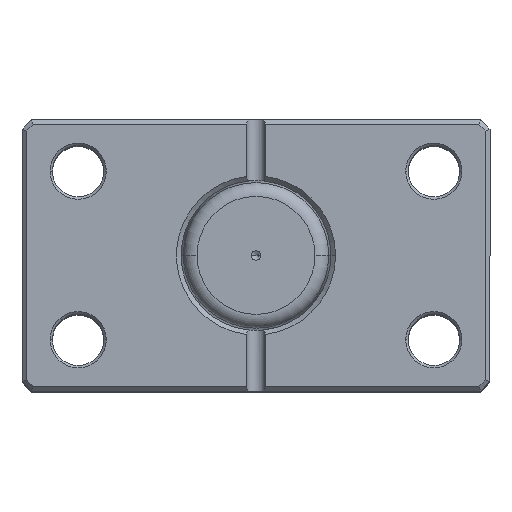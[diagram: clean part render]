
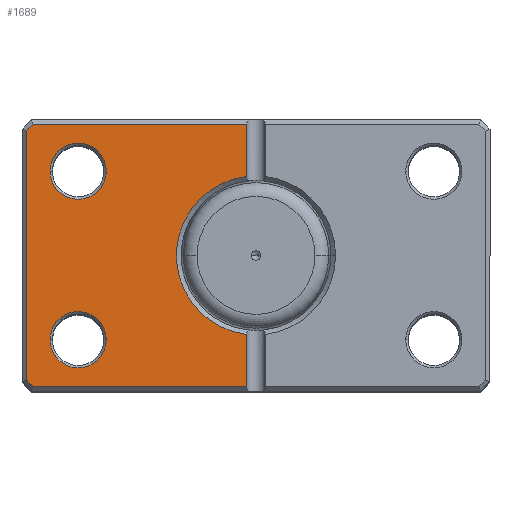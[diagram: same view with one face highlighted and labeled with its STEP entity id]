
A CAD part, top view. The second image highlights one B-rep face of the part: STEP entity #1689.
In plain terms, the highlighted face is planar.
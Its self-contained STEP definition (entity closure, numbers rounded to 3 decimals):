
#67 = VERTEX_POINT ( 'NONE', #392 ) ;
#133 = DIRECTION ( 'NONE',  ( 0., 0., 1. ) ) ;
#193 = CARTESIAN_POINT ( 'NONE',  ( 0., 0., 0. ) ) ;
#249 = DIRECTION ( 'NONE',  ( 0., 0., 1. ) ) ;
#303 = DIRECTION ( 'NONE',  ( 1., 0., 0. ) ) ;
#392 = CARTESIAN_POINT ( 'NONE',  ( 44., -18., 0. ) ) ;
#415 = CIRCLE ( 'NONE', #3634, 6. ) ;
#430 = ORIENTED_EDGE ( 'NONE', *, *, #2900, .T. ) ;
#444 = CARTESIAN_POINT ( 'NONE',  ( 2., 29., 0. ) ) ;
#459 = VERTEX_POINT ( 'NONE', #3051 ) ;
#493 = DIRECTION ( 'NONE',  ( 0., -1., 0. ) ) ;
#501 = EDGE_LOOP ( 'NONE', ( #1606, #430 ) ) ;
#506 = EDGE_CURVE ( 'NONE', #1114, #3041, #3430, .T. ) ;
#537 = ORIENTED_EDGE ( 'NONE', *, *, #1537, .T. ) ;
#583 = DIRECTION ( 'NONE',  ( 0.707, -0.707, 0. ) ) ;
#812 = CARTESIAN_POINT ( 'NONE',  ( 49., 26.586, 0. ) ) ;
#921 = EDGE_CURVE ( 'NONE', #3041, #4289, #5818, .T. ) ;
#1043 = LINE ( 'NONE', #2634, #3860 ) ;
#1050 = EDGE_CURVE ( 'NONE', #5155, #3216, #2377, .T. ) ;
#1114 = VERTEX_POINT ( 'NONE', #5445 ) ;
#1417 = VECTOR ( 'NONE', #3869, 1000. ) ;
#1421 = CARTESIAN_POINT ( 'NONE',  ( 49., -26.586, 0. ) ) ;
#1511 = ORIENTED_EDGE ( 'NONE', *, *, #506, .T. ) ;
#1537 = EDGE_CURVE ( 'NONE', #4576, #459, #6425, .T. ) ;
#1598 = CARTESIAN_POINT ( 'NONE',  ( 38., -18., 0. ) ) ;
#1606 = ORIENTED_EDGE ( 'NONE', *, *, #5276, .T. ) ;
#1689 = ADVANCED_FACE ( 'NONE', ( #4965, #6130, #3818 ), #4682, .F. ) ;
#1692 = AXIS2_PLACEMENT_3D ( 'NONE', #1598, #5169, #2156 ) ;
#1808 = DIRECTION ( 'NONE',  ( 0., 0., 1. ) ) ;
#1820 = VECTOR ( 'NONE', #3125, 1000. ) ;
#1878 = AXIS2_PLACEMENT_3D ( 'NONE', #3252, #133, #3759 ) ;
#1984 = ORIENTED_EDGE ( 'NONE', *, *, #2415, .T. ) ;
#1987 = VERTEX_POINT ( 'NONE', #4051 ) ;
#1992 = CARTESIAN_POINT ( 'NONE',  ( 2., -16.882, 0. ) ) ;
#2070 = CARTESIAN_POINT ( 'NONE',  ( 0., 28., 0. ) ) ;
#2156 = DIRECTION ( 'NONE',  ( 1., 0., 0. ) ) ;
#2328 = CARTESIAN_POINT ( 'NONE',  ( 0., -28., 0. ) ) ;
#2377 = CIRCLE ( 'NONE', #4333, 17. ) ;
#2415 = EDGE_CURVE ( 'NONE', #67, #4984, #415, .T. ) ;
#2477 = VERTEX_POINT ( 'NONE', #2598 ) ;
#2510 = CIRCLE ( 'NONE', #1878, 6. ) ;
#2558 = ORIENTED_EDGE ( 'NONE', *, *, #3340, .T. ) ;
#2598 = CARTESIAN_POINT ( 'NONE',  ( 44., 18., 0. ) ) ;
#2634 = CARTESIAN_POINT ( 'NONE',  ( 49., 0., 0. ) ) ;
#2711 = ORIENTED_EDGE ( 'NONE', *, *, #3290, .T. ) ;
#2900 = EDGE_CURVE ( 'NONE', #2477, #1987, #4238, .T. ) ;
#2986 = LINE ( 'NONE', #6541, #4317 ) ;
#3041 = VERTEX_POINT ( 'NONE', #3496 ) ;
#3051 = CARTESIAN_POINT ( 'NONE',  ( 2., -28., 0. ) ) ;
#3078 = DIRECTION ( 'NONE',  ( 0., 1., 0. ) ) ;
#3125 = DIRECTION ( 'NONE',  ( -0.707, -0.707, 0. ) ) ;
#3204 = EDGE_CURVE ( 'NONE', #459, #5155, #2986, .T. ) ;
#3216 = VERTEX_POINT ( 'NONE', #4083 ) ;
#3252 = CARTESIAN_POINT ( 'NONE',  ( 38., 18., 0. ) ) ;
#3290 = EDGE_CURVE ( 'NONE', #3216, #1114, #4470, .T. ) ;
#3315 = CARTESIAN_POINT ( 'NONE',  ( 38., -18., 0. ) ) ;
#3340 = EDGE_CURVE ( 'NONE', #4289, #4444, #1043, .T. ) ;
#3375 = EDGE_CURVE ( 'NONE', #4444, #4576, #5705, .T. ) ;
#3412 = AXIS2_PLACEMENT_3D ( 'NONE', #4866, #1808, #5368 ) ;
#3430 = LINE ( 'NONE', #2070, #6205 ) ;
#3496 = CARTESIAN_POINT ( 'NONE',  ( 47.586, 28., 0. ) ) ;
#3510 = ORIENTED_EDGE ( 'NONE', *, *, #921, .T. ) ;
#3619 = DIRECTION ( 'NONE',  ( 0., 1., 0. ) ) ;
#3634 = AXIS2_PLACEMENT_3D ( 'NONE', #3315, #5798, #5254 ) ;
#3659 = DIRECTION ( 'NONE',  ( 1., 0., 0. ) ) ;
#3703 = DIRECTION ( 'NONE',  ( 0., 0., 1. ) ) ;
#3759 = DIRECTION ( 'NONE',  ( 1., 0., 0. ) ) ;
#3818 = FACE_OUTER_BOUND ( 'NONE', #3909, .T. ) ;
#3860 = VECTOR ( 'NONE', #493, 1000. ) ;
#3869 = DIRECTION ( 'NONE',  ( -1., 0., 0. ) ) ;
#3909 = EDGE_LOOP ( 'NONE', ( #6162, #6200, #2711, #1511, #3510, #2558, #4369, #537 ) ) ;
#3998 = AXIS2_PLACEMENT_3D ( 'NONE', #4146, #3703, #3659 ) ;
#4051 = CARTESIAN_POINT ( 'NONE',  ( 32., 18., 0. ) ) ;
#4083 = CARTESIAN_POINT ( 'NONE',  ( 2., 16.882, 0. ) ) ;
#4146 = CARTESIAN_POINT ( 'NONE',  ( 0., 0., 0. ) ) ;
#4197 = CARTESIAN_POINT ( 'NONE',  ( 37.793, 37.793, 0. ) ) ;
#4238 = CIRCLE ( 'NONE', #3412, 6. ) ;
#4289 = VERTEX_POINT ( 'NONE', #812 ) ;
#4317 = VECTOR ( 'NONE', #3078, 1000. ) ;
#4333 = AXIS2_PLACEMENT_3D ( 'NONE', #193, #249, #303 ) ;
#4369 = ORIENTED_EDGE ( 'NONE', *, *, #3375, .T. ) ;
#4444 = VERTEX_POINT ( 'NONE', #1421 ) ;
#4470 = LINE ( 'NONE', #444, #5639 ) ;
#4576 = VERTEX_POINT ( 'NONE', #6212 ) ;
#4682 = PLANE ( 'NONE',  #3998 ) ;
#4804 = CARTESIAN_POINT ( 'NONE',  ( 32., -18., 0. ) ) ;
#4866 = CARTESIAN_POINT ( 'NONE',  ( 38., 18., 0. ) ) ;
#4965 = FACE_BOUND ( 'NONE', #6163, .T. ) ;
#4984 = VERTEX_POINT ( 'NONE', #4804 ) ;
#5155 = VERTEX_POINT ( 'NONE', #1992 ) ;
#5169 = DIRECTION ( 'NONE',  ( 0., 0., 1. ) ) ;
#5254 = DIRECTION ( 'NONE',  ( 1., 0., 0. ) ) ;
#5276 = EDGE_CURVE ( 'NONE', #1987, #2477, #2510, .T. ) ;
#5368 = DIRECTION ( 'NONE',  ( 1., 0., 0. ) ) ;
#5445 = CARTESIAN_POINT ( 'NONE',  ( 2., 28., 0. ) ) ;
#5511 = VECTOR ( 'NONE', #583, 1000. ) ;
#5568 = EDGE_CURVE ( 'NONE', #4984, #67, #6017, .T. ) ;
#5627 = CARTESIAN_POINT ( 'NONE',  ( 37.793, -37.793, 0. ) ) ;
#5639 = VECTOR ( 'NONE', #3619, 1000. ) ;
#5705 = LINE ( 'NONE', #5627, #1820 ) ;
#5798 = DIRECTION ( 'NONE',  ( 0., 0., 1. ) ) ;
#5818 = LINE ( 'NONE', #4197, #5511 ) ;
#6017 = CIRCLE ( 'NONE', #1692, 6. ) ;
#6130 = FACE_BOUND ( 'NONE', #501, .T. ) ;
#6162 = ORIENTED_EDGE ( 'NONE', *, *, #3204, .T. ) ;
#6163 = EDGE_LOOP ( 'NONE', ( #6432, #1984 ) ) ;
#6200 = ORIENTED_EDGE ( 'NONE', *, *, #1050, .T. ) ;
#6205 = VECTOR ( 'NONE', #6235, 1000. ) ;
#6212 = CARTESIAN_POINT ( 'NONE',  ( 47.586, -28., 0. ) ) ;
#6235 = DIRECTION ( 'NONE',  ( 1., 0., 0. ) ) ;
#6425 = LINE ( 'NONE', #2328, #1417 ) ;
#6432 = ORIENTED_EDGE ( 'NONE', *, *, #5568, .T. ) ;
#6541 = CARTESIAN_POINT ( 'NONE',  ( 2., 29., 0. ) ) ;
